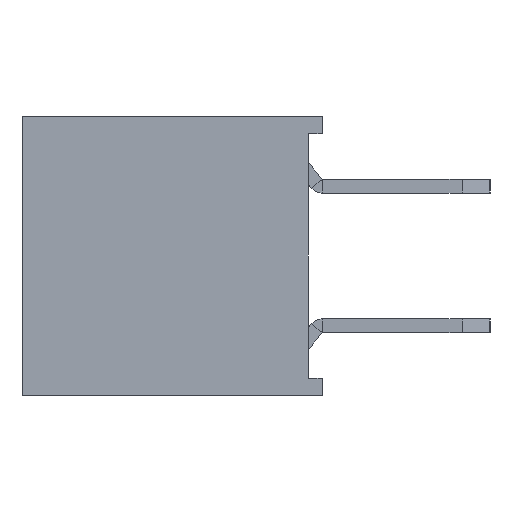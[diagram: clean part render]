
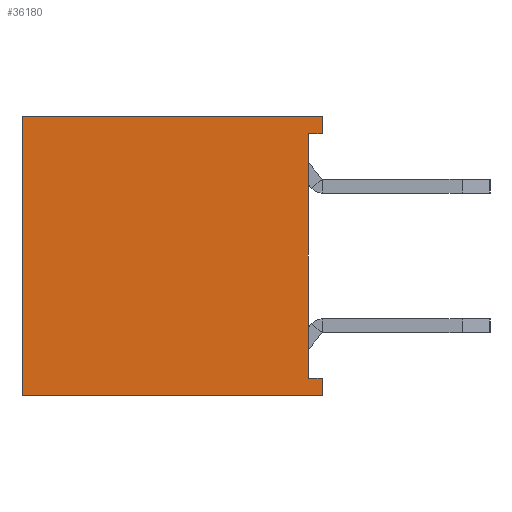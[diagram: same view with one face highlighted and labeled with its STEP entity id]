
A CAD part, left-side view. The second image highlights one B-rep face of the part: STEP entity #36180.
In plain terms, the highlighted planar face has unit normal (-1, 0, 0).
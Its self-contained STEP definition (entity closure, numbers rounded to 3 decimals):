
#16414=DIRECTION('',(0.,-1.,0.));
#16415=VECTOR('',#16414,4.3);
#16416=CARTESIAN_POINT('',(-49.25,0.,2.));
#16417=LINE('',#16416,#16415);
#16421=DIRECTION('',(0.,0.,-1.));
#16422=VECTOR('',#16421,0.25);
#16423=CARTESIAN_POINT('',(-49.25,-4.3,2.));
#16424=LINE('',#16423,#16422);
#16428=DIRECTION('',(0.,1.,0.));
#16429=VECTOR('',#16428,0.2);
#16430=CARTESIAN_POINT('',(-49.25,-4.3,1.75));
#16431=LINE('',#16430,#16429);
#16435=DIRECTION('',(0.,0.,-1.));
#16436=VECTOR('',#16435,3.5);
#16437=CARTESIAN_POINT('',(-49.25,-4.1,1.75));
#16438=LINE('',#16437,#16436);
#16442=DIRECTION('',(0.,-1.,0.));
#16443=VECTOR('',#16442,0.2);
#16444=CARTESIAN_POINT('',(-49.25,-4.1,-1.75));
#16445=LINE('',#16444,#16443);
#16449=DIRECTION('',(0.,0.,-1.));
#16450=VECTOR('',#16449,0.25);
#16451=CARTESIAN_POINT('',(-49.25,-4.3,-1.75));
#16452=LINE('',#16451,#16450);
#16456=DIRECTION('',(0.,1.,0.));
#16457=VECTOR('',#16456,4.3);
#16458=CARTESIAN_POINT('',(-49.25,-4.3,-2.));
#16459=LINE('',#16458,#16457);
#16463=DIRECTION('',(0.,0.,1.));
#16464=VECTOR('',#16463,4.);
#16465=CARTESIAN_POINT('',(-49.25,0.,-2.));
#16466=LINE('',#16465,#16464);
#21622=CARTESIAN_POINT('',(-49.25,0.,2.));
#21623=CARTESIAN_POINT('',(-49.25,-4.3,2.));
#21624=VERTEX_POINT('',#21622);
#21625=VERTEX_POINT('',#21623);
#21626=CARTESIAN_POINT('',(-49.25,-4.3,1.75));
#21627=VERTEX_POINT('',#21626);
#21628=CARTESIAN_POINT('',(-49.25,-4.1,1.75));
#21629=VERTEX_POINT('',#21628);
#21630=CARTESIAN_POINT('',(-49.25,-4.1,-1.75));
#21631=VERTEX_POINT('',#21630);
#21632=CARTESIAN_POINT('',(-49.25,-4.3,-1.75));
#21633=VERTEX_POINT('',#21632);
#21634=CARTESIAN_POINT('',(-49.25,-4.3,-2.));
#21635=VERTEX_POINT('',#21634);
#21636=CARTESIAN_POINT('',(-49.25,0.,-2.));
#21637=VERTEX_POINT('',#21636);
#36164=CARTESIAN_POINT('',(-49.25,0.,0.));
#36165=DIRECTION('',(1.,0.,0.));
#36166=DIRECTION('',(0.,0.,-1.));
#36167=AXIS2_PLACEMENT_3D('',#36164,#36165,#36166);
#36168=PLANE('',#36167);
#36169=ORIENTED_EDGE('',*,*,#35758,.T.);
#36170=ORIENTED_EDGE('',*,*,#35152,.T.);
#36171=ORIENTED_EDGE('',*,*,#33997,.T.);
#36172=ORIENTED_EDGE('',*,*,#24465,.T.);
#36174=ORIENTED_EDGE('',*,*,#36173,.T.);
#36175=ORIENTED_EDGE('',*,*,#35168,.T.);
#36176=ORIENTED_EDGE('',*,*,#35789,.T.);
#36177=ORIENTED_EDGE('',*,*,#23825,.T.);
#36178=EDGE_LOOP('',(#36169,#36170,#36171,#36172,#36174,#36175,#36176,#36177));
#36179=FACE_OUTER_BOUND('',#36178,.F.);
#36180=ADVANCED_FACE('',(#36179),#36168,.F.);
#23825=EDGE_CURVE('',#21637,#21624,#16466,.T.);
#24465=EDGE_CURVE('',#21629,#21631,#16438,.T.);
#33997=EDGE_CURVE('',#21627,#21629,#16431,.T.);
#35152=EDGE_CURVE('',#21625,#21627,#16424,.T.);
#35168=EDGE_CURVE('',#21633,#21635,#16452,.T.);
#35758=EDGE_CURVE('',#21624,#21625,#16417,.T.);
#35789=EDGE_CURVE('',#21635,#21637,#16459,.T.);
#36173=EDGE_CURVE('',#21631,#21633,#16445,.T.);
